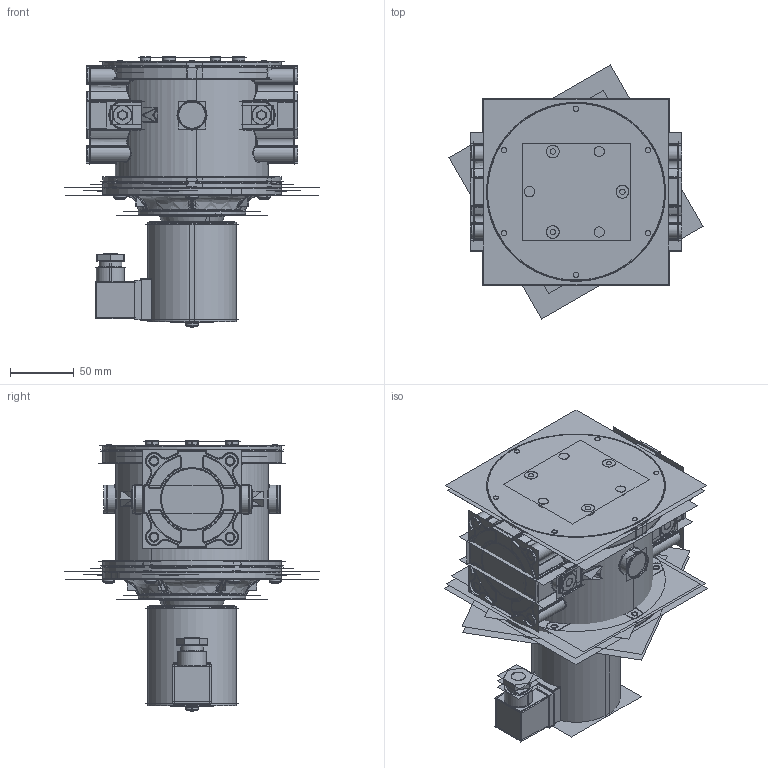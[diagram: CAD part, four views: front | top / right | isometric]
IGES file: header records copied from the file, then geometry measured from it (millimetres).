
Start section:  PTC IGES file: evpc05.igs
Global section: file name: evpc05.igs; native system: Creo Parametric by Parametric Technology Corporation; preprocessor: 2015030; author: riccardos; organization: Unknown; date: 20170213.175133; units: millimetre
Bounding box: 198.93 x 198.92 x 211.34 mm (x, y, z)
Surface area: 1515163.3 mm2 (no closed solid volume)
Topology: 0 solids, 0 shells, 3680 faces, 48048 edges, 63096 vertices
Faces by surface type: revolution 2262, bspline 1418
